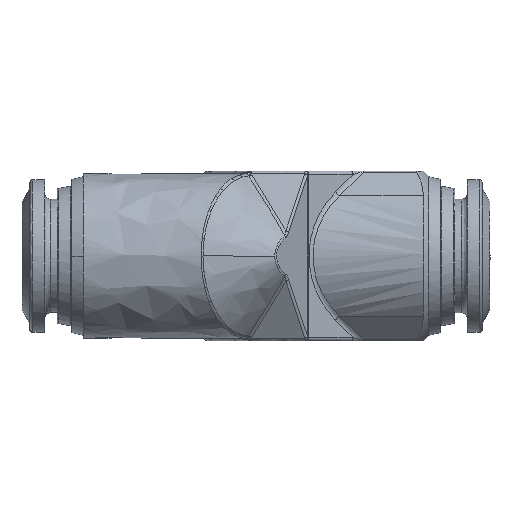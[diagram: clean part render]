
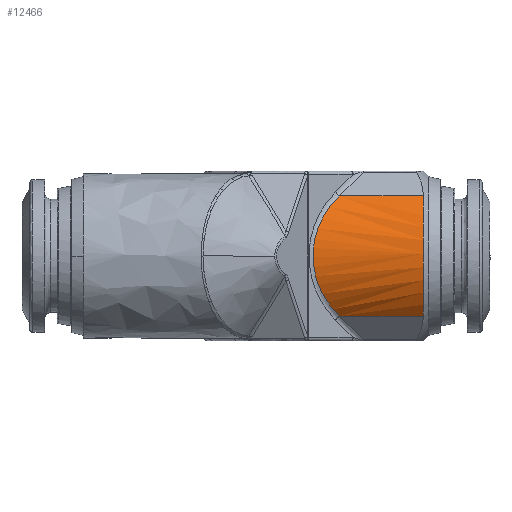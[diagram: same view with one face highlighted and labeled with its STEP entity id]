
A CAD part, left-side view. The second image highlights one B-rep face of the part: STEP entity #12466.
In plain terms, the highlighted free-form (B-spline) face has degree [1, 3] with [2, 4] control points.
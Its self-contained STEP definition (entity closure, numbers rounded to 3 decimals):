
#225 = CARTESIAN_POINT ( 'NONE',  ( -9.106, 38.183, 3.258 ) ) ;
#729 = CARTESIAN_POINT ( 'NONE',  ( -8.908, 37.972, -3.638 ) ) ;
#777 = CARTESIAN_POINT ( 'NONE',  ( -9.836, 38.962, -0.49 ) ) ;
#827 = CARTESIAN_POINT ( 'NONE',  ( -8.653, 37.7, -4.063 ) ) ;
#1222 = B_SPLINE_CURVE_WITH_KNOTS ( 'NONE', 1,
 ( #10321, #6694 ),
 .UNSPECIFIED., .F., .F.,
 ( 2, 2 ),
 ( 0., 1. ),
 .UNSPECIFIED. ) ;
#1308 = CARTESIAN_POINT ( 'NONE',  ( -10.758, 29.244, -2.197 ) ) ;
#1357 = CARTESIAN_POINT ( 'NONE',  ( -7.651, 36.632, 5.303 ) ) ;
#1422 = CARTESIAN_POINT ( 'NONE',  ( -9.594, 38.704, 1.938 ) ) ;
#1511 = CARTESIAN_POINT ( 'NONE',  ( -10.758, 39.033, 2.197 ) ) ;
#1861 = CARTESIAN_POINT ( 'NONE',  ( -9.848, 38.975, -0.245 ) ) ;
#1911 = CARTESIAN_POINT ( 'NONE',  ( -9.3, 38.39, -2.814 ) ) ;
#2579 = CARTESIAN_POINT ( 'NONE',  ( -8.466, 37.5, 4.34 ) ) ;
#2628 = CARTESIAN_POINT ( 'NONE',  ( -7.651, 39.033, 5.303 ) ) ;
#2962 = CARTESIAN_POINT ( 'NONE',  ( -9.749, 38.869, -1.221 ) ) ;
#3021 = CARTESIAN_POINT ( 'NONE',  ( -8.008, 37.012, -4.947 ) ) ;
#3121 = VERTEX_POINT ( 'NONE', #12382 ) ;
#3124 = CARTESIAN_POINT ( 'NONE',  ( -9.728, 38.846, -1.344 ) ) ;
#3183 = CARTESIAN_POINT ( 'NONE',  ( -8.319, 37.344, -4.564 ) ) ;
#3707 = CARTESIAN_POINT ( 'NONE',  ( -8.85, 37.91, 3.746 ) ) ;
#3709 = ORIENTED_EDGE ( 'NONE', *, *, #13020, .F. ) ;
#3740 = EDGE_CURVE ( 'NONE', #3121, #4670, #6197, .T. ) ;
#3761 = CARTESIAN_POINT ( 'NONE',  ( -8.23, 37.248, 4.655 ) ) ;
#3810 = CARTESIAN_POINT ( 'NONE',  ( -10.758, 39.033, -2.197 ) ) ;
#4155 = VERTEX_POINT ( 'NONE', #6740 ) ;
#4214 = CARTESIAN_POINT ( 'NONE',  ( -9.597, 38.707, -1.939 ) ) ;
#4263 = CARTESIAN_POINT ( 'NONE',  ( -8.703, 37.753, -3.984 ) ) ;
#4294 =( BOUNDED_SURFACE ( )  B_SPLINE_SURFACE ( 1, 3, ( 
 ( #2628, #1511, #3810, #5056 ),
 ( #14466, #4885, #1308, #7377 ) ),
 .UNSPECIFIED., .F., .F., .F. ) 
 B_SPLINE_SURFACE_WITH_KNOTS ( ( 2, 2 ),
 ( 4, 4 ),
 ( 0., 1. ),
 ( 0., 1. ),
 .UNSPECIFIED. ) 
 GEOMETRIC_REPRESENTATION_ITEM ( )  RATIONAL_B_SPLINE_SURFACE ( (
 ( 1., 0.805, 0.805, 1.),
 ( 1., 0.805, 0.805, 1.) ) ) 
 REPRESENTATION_ITEM ( '' )  SURFACE ( )  );
#4310 = CARTESIAN_POINT ( 'NONE',  ( -9.491, 38.594, -2.291 ) ) ;
#4359 = EDGE_CURVE ( 'NONE', #4155, #14468, #14218, .T. ) ;
#4363 = CARTESIAN_POINT ( 'NONE',  ( -8.601, 37.644, -4.142 ) ) ;
#4670 = VERTEX_POINT ( 'NONE', #10292 ) ;
#4837 = CARTESIAN_POINT ( 'NONE',  ( -10.758, 29.244, 2.197 ) ) ;
#4885 = CARTESIAN_POINT ( 'NONE',  ( -10.758, 29.244, 2.197 ) ) ;
#4893 = CARTESIAN_POINT ( 'NONE',  ( -9.455, 38.556, 2.409 ) ) ;
#4949 = CARTESIAN_POINT ( 'NONE',  ( -9.023, 38.095, 3.422 ) ) ;
#5056 = CARTESIAN_POINT ( 'NONE',  ( -7.651, 39.033, -5.303 ) ) ;
#5400 = CARTESIAN_POINT ( 'NONE',  ( -9.081, 38.157, -3.313 ) ) ;
#5507 = CARTESIAN_POINT ( 'NONE',  ( -9.68, 38.796, 1.584 ) ) ;
#5558 = CARTESIAN_POINT ( 'NONE',  ( -7.651, 36.632, -5.303 ) ) ;
#5717 = EDGE_LOOP ( 'NONE', ( #9647, #13914, #8696, #3709 ) ) ;
#6000 = CARTESIAN_POINT ( 'NONE',  ( -7.651, 29.244, -5.303 ) ) ;
#6104 = CARTESIAN_POINT ( 'NONE',  ( -8.551, 37.591, 4.216 ) ) ;
#6197 = B_SPLINE_CURVE_WITH_KNOTS ( 'NONE', 3,
 ( #9516, #8407, #8362, #3761, #13172, #2579, #14372, #6104, #7287, #9665, #3707, #4949, #225, #10800, #10849, #12041, #11986, #4893, #8453, #1422, #8918, #5507, #9024, #13678, #1861, #777, #11353, #11411, #2962, #3124, #8973, #4214, #4310, #7731, #11246, #7937, #1911, #10173, #5400, #729, #10277, #4263, #827, #12643, #4363, #3183, #3021, #5558 ),
 .UNSPECIFIED., .F., .F.,
 ( 4, 2, 1, 1, 2, 2, 2, 1, 2, 2, 2, 2, 2, 2, 2, 2, 2, 2, 1, 2, 2, 2, 1, 1, 2, 2, 4 ),
 ( -1., -0.937, -0.906, -0.891, -0.883, -0.875, -0.812, -0.781, -0.766, -0.75, -0.687, -0.656, -0.625, -0.5, -0.437, -0.406, -0.375, -0.312, -0.281, -0.266, -0.25, -0.187, -0.156, -0.141, -0.133, -0.125, 0. ),
 .UNSPECIFIED. ) ;
#6586 = EDGE_CURVE ( 'NONE', #14468, #3121, #13000, .T. ) ;
#6694 = CARTESIAN_POINT ( 'NONE',  ( -7.651, 36.632, -5.303 ) ) ;
#6740 = CARTESIAN_POINT ( 'NONE',  ( -7.651, 29.244, -5.303 ) ) ;
#7287 = CARTESIAN_POINT ( 'NONE',  ( -8.567, 37.608, 4.193 ) ) ;
#7377 = CARTESIAN_POINT ( 'NONE',  ( -7.651, 29.244, -5.303 ) ) ;
#7731 = CARTESIAN_POINT ( 'NONE',  ( -9.433, 38.532, -2.466 ) ) ;
#7937 = CARTESIAN_POINT ( 'NONE',  ( -9.324, 38.416, -2.755 ) ) ;
#8035 = CARTESIAN_POINT ( 'NONE',  ( -7.651, 29.244, 5.303 ) ) ;
#8362 = CARTESIAN_POINT ( 'NONE',  ( -7.996, 37., 4.94 ) ) ;
#8407 = CARTESIAN_POINT ( 'NONE',  ( -7.83, 36.822, 5.125 ) ) ;
#8453 = CARTESIAN_POINT ( 'NONE',  ( -9.562, 38.669, 2.056 ) ) ;
#8696 = ORIENTED_EDGE ( 'NONE', *, *, #3740, .T. ) ;
#8918 = CARTESIAN_POINT ( 'NONE',  ( -9.654, 38.767, 1.701 ) ) ;
#8973 = CARTESIAN_POINT ( 'NONE',  ( -9.657, 38.771, -1.702 ) ) ;
#9024 = CARTESIAN_POINT ( 'NONE',  ( -9.8, 38.924, 0.98 ) ) ;
#9514 = CARTESIAN_POINT ( 'NONE',  ( -7.651, 29.244, 5.303 ) ) ;
#9516 = CARTESIAN_POINT ( 'NONE',  ( -7.651, 36.632, 5.303 ) ) ;
#9647 = ORIENTED_EDGE ( 'NONE', *, *, #4359, .T. ) ;
#9665 = CARTESIAN_POINT ( 'NONE',  ( -8.723, 37.775, 3.959 ) ) ;
#10173 = CARTESIAN_POINT ( 'NONE',  ( -9.185, 38.267, -3.093 ) ) ;
#10277 = CARTESIAN_POINT ( 'NONE',  ( -8.817, 37.875, -3.799 ) ) ;
#10292 = CARTESIAN_POINT ( 'NONE',  ( -7.651, 36.632, -5.303 ) ) ;
#10321 = CARTESIAN_POINT ( 'NONE',  ( -7.651, 29.244, -5.303 ) ) ;
#10800 = CARTESIAN_POINT ( 'NONE',  ( -9.181, 38.264, 3.092 ) ) ;
#10849 = CARTESIAN_POINT ( 'NONE',  ( -9.23, 38.316, 2.981 ) ) ;
#11246 = CARTESIAN_POINT ( 'NONE',  ( -9.368, 38.463, -2.64 ) ) ;
#11353 = CARTESIAN_POINT ( 'NONE',  ( -9.8, 38.924, -0.856 ) ) ;
#11411 = CARTESIAN_POINT ( 'NONE',  ( -9.785, 38.908, -0.978 ) ) ;
#11839 = CARTESIAN_POINT ( 'NONE',  ( -10.758, 29.244, -2.197 ) ) ;
#11937 = FACE_OUTER_BOUND ( 'NONE', #5717, .T. ) ;
#11986 = CARTESIAN_POINT ( 'NONE',  ( -9.372, 38.467, 2.641 ) ) ;
#12041 = CARTESIAN_POINT ( 'NONE',  ( -9.253, 38.341, 2.927 ) ) ;
#12382 = CARTESIAN_POINT ( 'NONE',  ( -7.651, 36.632, 5.303 ) ) ;
#12466 = ADVANCED_FACE ( 'NONE', ( #11937 ), #4294, .F. ) ;
#12643 = CARTESIAN_POINT ( 'NONE',  ( -8.619, 37.663, -4.115 ) ) ;
#12860 = CARTESIAN_POINT ( 'NONE',  ( -7.651, 29.244, 5.303 ) ) ;
#13000 = B_SPLINE_CURVE_WITH_KNOTS ( 'NONE', 1,
 ( #12860, #1357 ),
 .UNSPECIFIED., .F., .F.,
 ( 2, 2 ),
 ( -1., 0. ),
 .UNSPECIFIED. ) ;
#13020 = EDGE_CURVE ( 'NONE', #4155, #4670, #1222, .T. ) ;
#13172 = CARTESIAN_POINT ( 'NONE',  ( -8.342, 37.368, 4.511 ) ) ;
#13678 = CARTESIAN_POINT ( 'NONE',  ( -9.848, 38.975, 0.489 ) ) ;
#13914 = ORIENTED_EDGE ( 'NONE', *, *, #6586, .T. ) ;
#14218 =( BOUNDED_CURVE ( )  B_SPLINE_CURVE ( 3, ( #6000, #11839, #4837, #9514 ),
 .UNSPECIFIED., .F., .F. ) 
 B_SPLINE_CURVE_WITH_KNOTS ( ( 4, 4 ),
 ( -1.571, 0. ),
 .UNSPECIFIED. ) 
 CURVE ( )  GEOMETRIC_REPRESENTATION_ITEM ( )  RATIONAL_B_SPLINE_CURVE ( ( 1., 0.805, 0.805, 1. ) ) 
 REPRESENTATION_ITEM ( '' )  );
#14372 = CARTESIAN_POINT ( 'NONE',  ( -8.517, 37.555, 4.266 ) ) ;
#14466 = CARTESIAN_POINT ( 'NONE',  ( -7.651, 29.244, 5.303 ) ) ;
#14468 = VERTEX_POINT ( 'NONE', #8035 ) ;
